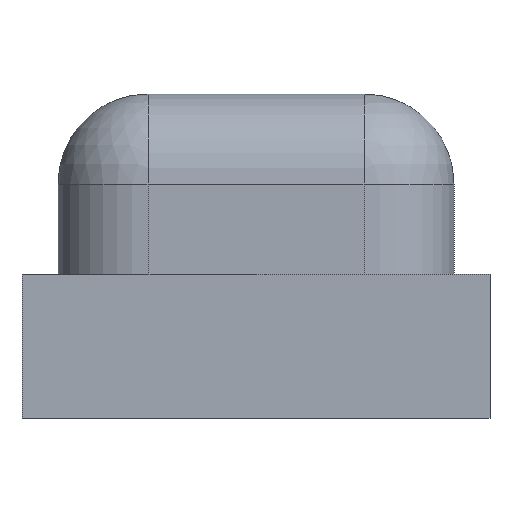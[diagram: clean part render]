
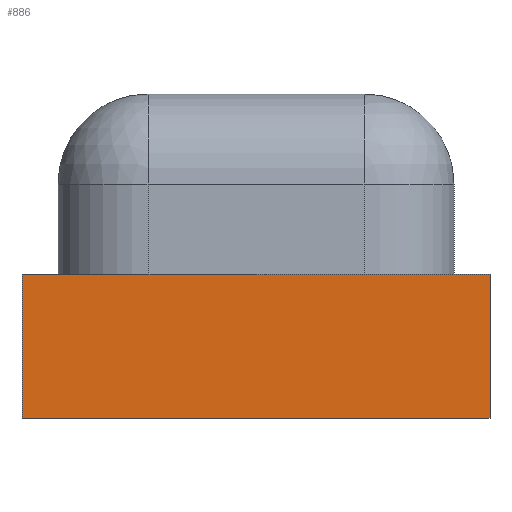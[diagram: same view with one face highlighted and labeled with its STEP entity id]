
A CAD part, front view. The second image highlights one B-rep face of the part: STEP entity #886.
In plain terms, the highlighted planar face has unit normal (0, -1, 0).
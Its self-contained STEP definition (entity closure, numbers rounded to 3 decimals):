
#172=ORIENTED_EDGE('',*,*,#370,.T.);
#173=ORIENTED_EDGE('',*,*,#371,.F.);
#174=ORIENTED_EDGE('',*,*,#372,.F.);
#175=ORIENTED_EDGE('',*,*,#373,.T.);
#370=EDGE_CURVE('',#476,#477,#562,.T.);
#371=EDGE_CURVE('',#478,#477,#563,.T.);
#372=EDGE_CURVE('',#479,#478,#564,.T.);
#373=EDGE_CURVE('',#479,#476,#565,.T.);
#476=VERTEX_POINT('',#1434);
#477=VERTEX_POINT('',#1435);
#478=VERTEX_POINT('',#1437);
#479=VERTEX_POINT('',#1439);
#562=LINE('',#1433,#658);
#563=LINE('',#1436,#659);
#564=LINE('',#1438,#660);
#565=LINE('',#1440,#661);
#658=VECTOR('',#1161,1000.);
#659=VECTOR('',#1162,1000.);
#660=VECTOR('',#1163,1000.);
#661=VECTOR('',#1164,1000.);
#734=EDGE_LOOP('',(#172,#173,#174,#175));
#790=FACE_BOUND('',#734,.T.);
#844=PLANE('',#1012);
#886=ADVANCED_FACE('',(#790),#844,.F.);
#1012=AXIS2_PLACEMENT_3D('',#1432,#1159,#1160);
#1159=DIRECTION('',(0.,1.,0.));
#1160=DIRECTION('',(-1.,0.,0.));
#1161=DIRECTION('',(1.,0.,0.));
#1162=DIRECTION('',(0.,0.,-1.));
#1163=DIRECTION('',(1.,0.,0.));
#1164=DIRECTION('',(0.,0.,-1.));
#1432=CARTESIAN_POINT('',(0.,0.05,0.4));
#1433=CARTESIAN_POINT('',(0.,0.05,0.));
#1434=CARTESIAN_POINT('',(0.,0.05,0.));
#1435=CARTESIAN_POINT('',(1.3,0.05,0.));
#1436=CARTESIAN_POINT('',(1.3,0.05,0.4));
#1437=CARTESIAN_POINT('',(1.3,0.05,0.4));
#1438=CARTESIAN_POINT('',(0.,0.05,0.4));
#1439=CARTESIAN_POINT('',(0.,0.05,0.4));
#1440=CARTESIAN_POINT('',(0.,0.05,0.4));
